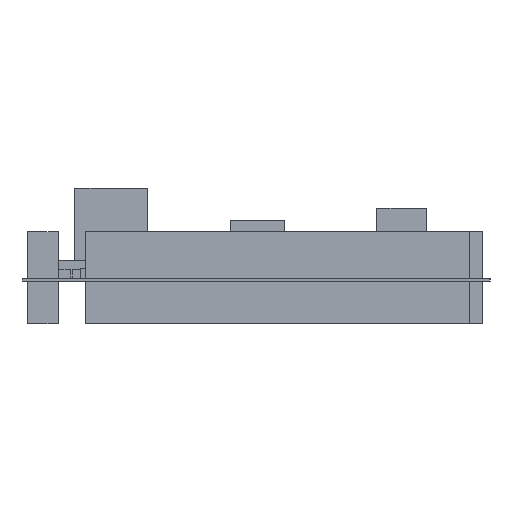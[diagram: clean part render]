
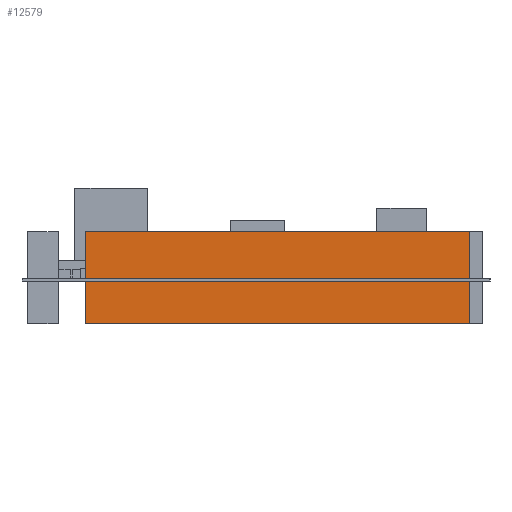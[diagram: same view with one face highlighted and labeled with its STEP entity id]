
A CAD part, left-side view. The second image highlights one B-rep face of the part: STEP entity #12579.
In plain terms, the highlighted planar face has unit normal (-1, 0, 0).
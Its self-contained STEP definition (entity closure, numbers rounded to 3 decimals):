
#12579 = ADVANCED_FACE('',(#12580),#12614,.T.);
#12580 = FACE_BOUND('',#12581,.T.);
#12581 = EDGE_LOOP('',(#12582,#12592,#12600,#12608));
#12582 = ORIENTED_EDGE('',*,*,#12583,.T.);
#12583 = EDGE_CURVE('',#12584,#12586,#12588,.T.);
#12584 = VERTEX_POINT('',#12585);
#12585 = CARTESIAN_POINT('',(-2.137,-27.105,0.));
#12586 = VERTEX_POINT('',#12587);
#12587 = CARTESIAN_POINT('',(-2.137,-27.105,13.));
#12588 = LINE('',#12589,#12590);
#12589 = CARTESIAN_POINT('',(-2.137,-27.105,0.));
#12590 = VECTOR('',#12591,1.);
#12591 = DIRECTION('',(0.,0.,1.));
#12592 = ORIENTED_EDGE('',*,*,#12593,.T.);
#12593 = EDGE_CURVE('',#12586,#12594,#12596,.T.);
#12594 = VERTEX_POINT('',#12595);
#12595 = CARTESIAN_POINT('',(-2.137,27.105,13.));
#12596 = LINE('',#12597,#12598);
#12597 = CARTESIAN_POINT('',(-2.137,-27.105,13.));
#12598 = VECTOR('',#12599,1.);
#12599 = DIRECTION('',(0.,1.,0.));
#12600 = ORIENTED_EDGE('',*,*,#12601,.F.);
#12601 = EDGE_CURVE('',#12602,#12594,#12604,.T.);
#12602 = VERTEX_POINT('',#12603);
#12603 = CARTESIAN_POINT('',(-2.137,27.105,0.));
#12604 = LINE('',#12605,#12606);
#12605 = CARTESIAN_POINT('',(-2.137,27.105,0.));
#12606 = VECTOR('',#12607,1.);
#12607 = DIRECTION('',(0.,0.,1.));
#12608 = ORIENTED_EDGE('',*,*,#12609,.F.);
#12609 = EDGE_CURVE('',#12584,#12602,#12610,.T.);
#12610 = LINE('',#12611,#12612);
#12611 = CARTESIAN_POINT('',(-2.137,-27.105,0.));
#12612 = VECTOR('',#12613,1.);
#12613 = DIRECTION('',(0.,1.,0.));
#12614 = PLANE('',#12615);
#12615 = AXIS2_PLACEMENT_3D('',#12616,#12617,#12618);
#12616 = CARTESIAN_POINT('',(-2.137,-27.105,0.));
#12617 = DIRECTION('',(-1.,0.,0.));
#12618 = DIRECTION('',(0.,1.,0.));
